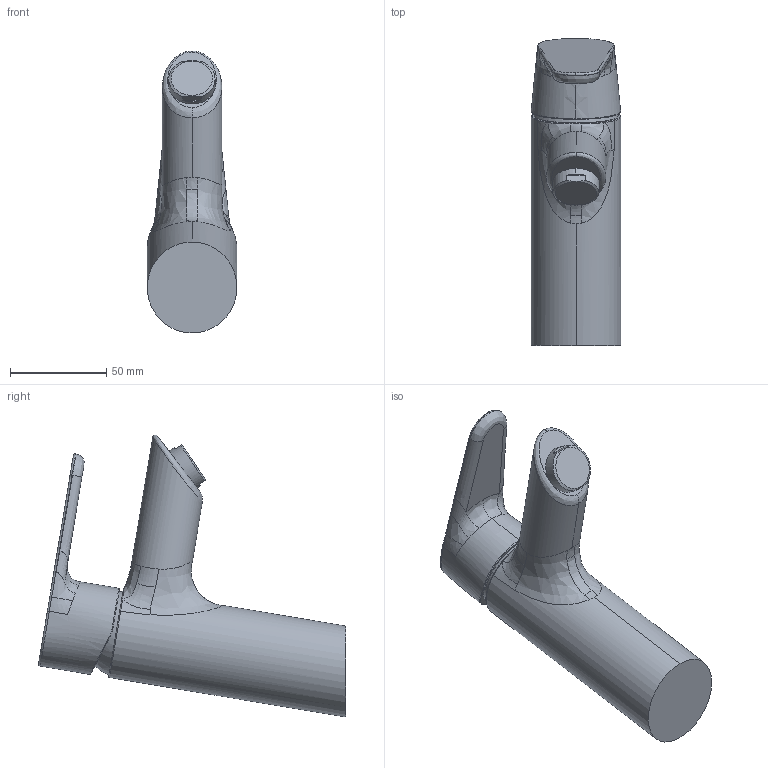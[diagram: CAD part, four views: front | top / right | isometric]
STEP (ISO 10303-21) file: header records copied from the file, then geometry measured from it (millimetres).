
FILE_DESCRIPTION (( 'STEP AP203' ), '1' );
FILE_NAME ('2610F(2022)+52422263(2022).STEP', '2022-01-24T06:21:36', ( '' ), ( '' ), 'SwSTEP 2.0', 'SolidWorks 2016', '' );
FILE_SCHEMA (( 'CONFIG_CONTROL_DESIGN' ));
Length unit declared in the file: millimetre
Products named in the file (1): 2610F(2022)+52422263(2022)
Bounding box: 46.48 x 159.2 x 146.19 mm (x, y, z)
Volume: 333142.7 mm3; surface area: 38108.3 mm2
Topology: 1 solids, 1 shells, 79 faces, 203 edges, 129 vertices
Faces by surface type: bspline 60, plane 10, cylinder 7, cone 2
Entity records: 13801 total; most frequent: CARTESIAN_POINT 12339, ORIENTED_EDGE 406, EDGE_CURVE 203, B_SPLINE_CURVE_WITH_KNOTS 163, VERTEX_POINT 129, DIRECTION 87, EDGE_LOOP 82, ADVANCED_FACE 79
